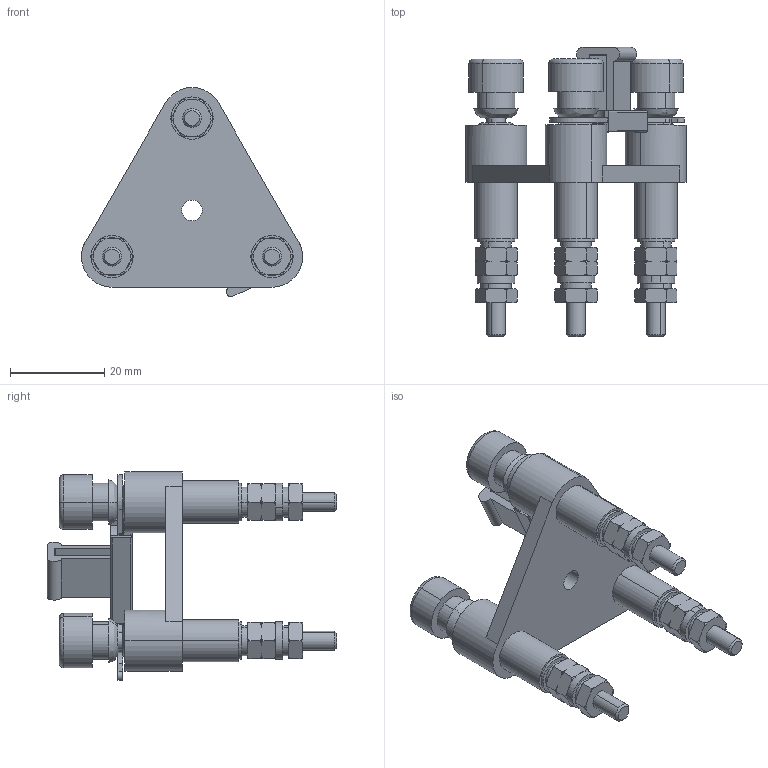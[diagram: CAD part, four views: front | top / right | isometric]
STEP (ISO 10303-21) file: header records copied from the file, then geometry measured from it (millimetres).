
FILE_DESCRIPTION((''),'2;1');
FILE_NAME('ASM0001_ASM','2024-03-13T',('dell'),(''),'PRO/ENGINEER BY PARAMETRIC TECHNOLOGY CORPORATION, 2013230','PRO/ENGINEER BY PARAMETRIC TECHNOLOGY CORPORATION, 2013230','');
FILE_SCHEMA(('AUTOMOTIVE_DESIGN { 1 0 10303 214 1 1 1 1 }'));
Length unit declared in the file: millimetre
Products named in the file (1): ASM0001_ASM
Bounding box: 47 x 61.5 x 44.42 mm (x, y, z)
Volume: 16812.9 mm3; surface area: 11458.1 mm2
Topology: 1 solids, 4 shells, 386 faces, 1014 edges, 662 vertices
Faces by surface type: plane 148, torus 114, cylinder 106, bspline 12, cone 6
Entity records: 14443 total; most frequent: CARTESIAN_POINT 4902, ORIENTED_EDGE 2028, DIRECTION 1950, EDGE_CURVE 1014, AXIS2_PLACEMENT_3D 780, VERTEX_POINT 662, EDGE_LOOP 434, CIRCLE 406
